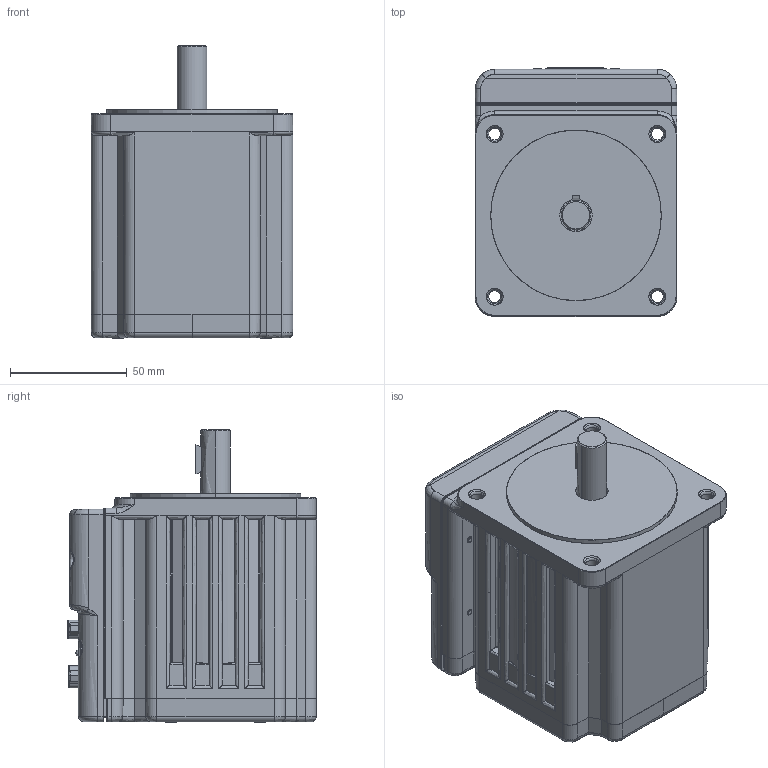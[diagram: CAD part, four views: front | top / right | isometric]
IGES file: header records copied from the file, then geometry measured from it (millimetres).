
Start section: SolidWorks IGES file using analytic representation for surfaces
Global section: file name: SM34165DT.IGS; native system: SolidWorks 2010; preprocessor: SolidWorks 2010; author: mtran; date: 101013.081809; units: inch
Bounding box: 86.36 x 106.58 x 125.27 mm (x, y, z)
Surface area: 66286.4 mm2 (no closed solid volume)
Topology: 0 solids, 0 shells, 901 faces, 9335 edges, 9321 vertices
Faces by surface type: revolution 458, bspline 443
